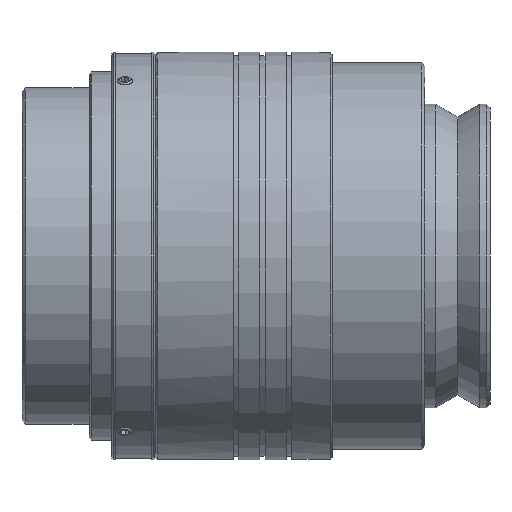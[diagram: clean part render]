
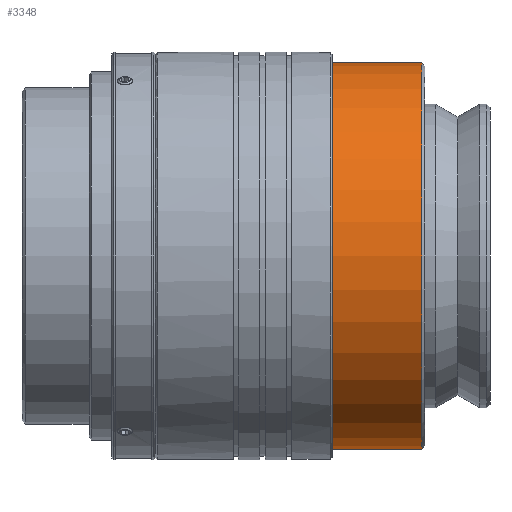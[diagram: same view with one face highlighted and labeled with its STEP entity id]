
A CAD part, front view. The second image highlights one B-rep face of the part: STEP entity #3348.
In plain terms, the highlighted cylindrical face has radius 28.321 mm (diameter 56.642 mm), a full revolution.
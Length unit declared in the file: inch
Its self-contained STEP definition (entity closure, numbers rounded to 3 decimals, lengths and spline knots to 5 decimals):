
#465=LINE('',#6355,#668);
#668=VECTOR('',#4683,1.115);
#820=CIRCLE('',#3668,1.115);
#821=CIRCLE('',#3669,1.115);
#865=CIRCLE('',#3740,1.115);
#866=CIRCLE('',#3741,1.115);
#1064=FACE_OUTER_BOUND('',#1292,.T.);
#1292=EDGE_LOOP('',(#2983,#2984,#2985,#2986,#2987,#2988));
#1618=VERTEX_POINT('',#6100);
#1619=VERTEX_POINT('',#6101);
#1667=VERTEX_POINT('',#6344);
#1668=VERTEX_POINT('',#6346);
#2049=EDGE_CURVE('',#1618,#1619,#820,.T.);
#2050=EDGE_CURVE('',#1619,#1618,#821,.T.);
#2121=EDGE_CURVE('',#1667,#1668,#865,.T.);
#2122=EDGE_CURVE('',#1668,#1667,#866,.T.);
#2125=EDGE_CURVE('',#1668,#1619,#465,.T.);
#2983=ORIENTED_EDGE('',*,*,#2121,.F.);
#2984=ORIENTED_EDGE('',*,*,#2122,.F.);
#2985=ORIENTED_EDGE('',*,*,#2125,.T.);
#2986=ORIENTED_EDGE('',*,*,#2050,.T.);
#2987=ORIENTED_EDGE('',*,*,#2049,.T.);
#2988=ORIENTED_EDGE('',*,*,#2125,.F.);
#3176=CYLINDRICAL_SURFACE('',#3745,1.115);
#3348=ADVANCED_FACE('',(#1064),#3176,.T.);
#3668=AXIS2_PLACEMENT_3D('',#6102,#4504,#4505);
#3669=AXIS2_PLACEMENT_3D('',#6103,#4506,#4507);
#3740=AXIS2_PLACEMENT_3D('',#6347,#4671,#4672);
#3741=AXIS2_PLACEMENT_3D('',#6348,#4673,#4674);
#3745=AXIS2_PLACEMENT_3D('',#6354,#4681,#4682);
#4504=DIRECTION('center_axis',(1.,0.,0.));
#4505=DIRECTION('ref_axis',(0.,0.,
-1.));
#4506=DIRECTION('center_axis',(1.,0.,0.));
#4507=DIRECTION('ref_axis',(0.,0.,
-1.));
#4671=DIRECTION('center_axis',(1.,0.,0.));
#4672=DIRECTION('ref_axis',(0.,-1.,0.));
#4673=DIRECTION('center_axis',(1.,0.,0.));
#4674=DIRECTION('ref_axis',(0.,-1.,0.));
#4681=DIRECTION('center_axis',(1.,0.,0.));
#4682=DIRECTION('ref_axis',(0.,1.,0.));
#4683=DIRECTION('',(-1.,0.,0.));
#6100=CARTESIAN_POINT('',(1.5,1.115,0.));
#6101=CARTESIAN_POINT('',(1.5,-1.115,0.));
#6102=CARTESIAN_POINT('Origin',(1.5,0.,0.));
#6103=CARTESIAN_POINT('Origin',(1.5,0.,0.));
#6344=CARTESIAN_POINT('',(2.015,1.115,0.));
#6346=CARTESIAN_POINT('',(2.015,-1.115,0.));
#6347=CARTESIAN_POINT('Origin',(2.015,0.,0.));
#6348=CARTESIAN_POINT('Origin',(2.015,0.,0.));
#6354=CARTESIAN_POINT('Origin',(1.7675,0.,0.));
#6355=CARTESIAN_POINT('',(1.7675,-1.115,0.));
